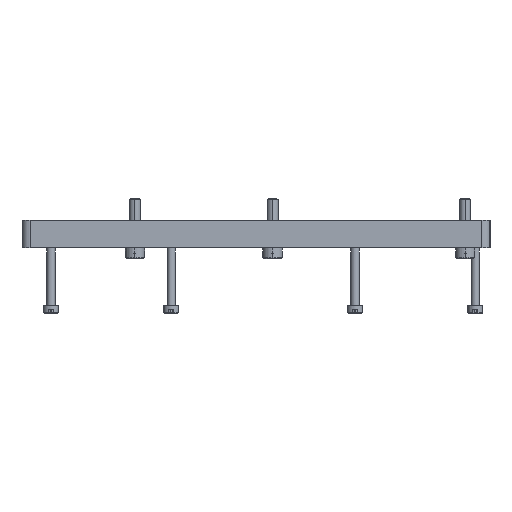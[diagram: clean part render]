
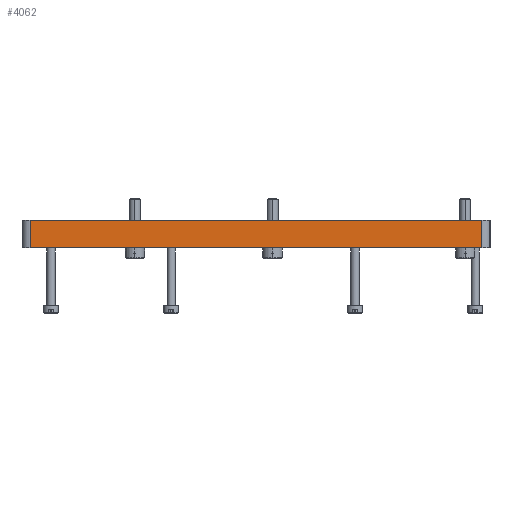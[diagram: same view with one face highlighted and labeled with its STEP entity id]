
A CAD part, left-side view. The second image highlights one B-rep face of the part: STEP entity #4062.
In plain terms, the highlighted planar face has unit normal (-1, 0, 0).
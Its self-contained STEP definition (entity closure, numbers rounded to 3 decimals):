
#6 = VERTEX_POINT ( 'NONE', #2235 ) ;
#13 = VECTOR ( 'NONE', #3944, 1000. ) ;
#76 = DIRECTION ( 'NONE',  ( 1., 0., 0. ) ) ;
#257 = ORIENTED_EDGE ( 'NONE', *, *, #1390, .F. ) ;
#437 = VERTEX_POINT ( 'NONE', #3717 ) ;
#598 = LINE ( 'NONE', #2629, #3107 ) ;
#620 = DIRECTION ( 'NONE',  ( 0., -1., 0. ) ) ;
#773 = CARTESIAN_POINT ( 'NONE',  ( -225.5, -134.3, 0. ) ) ;
#939 = CARTESIAN_POINT ( 'NONE',  ( -225.5, -134.3, 10. ) ) ;
#1098 = ORIENTED_EDGE ( 'NONE', *, *, #4200, .T. ) ;
#1150 = ORIENTED_EDGE ( 'NONE', *, *, #3891, .T. ) ;
#1390 = EDGE_CURVE ( 'NONE', #6, #2910, #598, .T. ) ;
#1436 = CARTESIAN_POINT ( 'NONE',  ( -225.5, -134.3, 10. ) ) ;
#1541 = CARTESIAN_POINT ( 'NONE',  ( -225.5, 29.7, 10. ) ) ;
#1597 = ORIENTED_EDGE ( 'NONE', *, *, #2739, .F. ) ;
#1849 = VECTOR ( 'NONE', #2115, 1000. ) ;
#1868 = LINE ( 'NONE', #1541, #1849 ) ;
#2115 = DIRECTION ( 'NONE',  ( 0., 0., -1. ) ) ;
#2235 = CARTESIAN_POINT ( 'NONE',  ( -225.5, 29.7, 10. ) ) ;
#2286 = VECTOR ( 'NONE', #2785, 1000. ) ;
#2629 = CARTESIAN_POINT ( 'NONE',  ( -225.5, -134.3, 10. ) ) ;
#2637 = CARTESIAN_POINT ( 'NONE',  ( -225.5, -134.3, 0. ) ) ;
#2701 = FACE_OUTER_BOUND ( 'NONE', #3840, .T. ) ;
#2739 = EDGE_CURVE ( 'NONE', #2910, #3086, #3146, .T. ) ;
#2785 = DIRECTION ( 'NONE',  ( 0., 0., -1. ) ) ;
#2910 = VERTEX_POINT ( 'NONE', #939 ) ;
#3020 = DIRECTION ( 'NONE',  ( 0., 1., 0. ) ) ;
#3086 = VERTEX_POINT ( 'NONE', #773 ) ;
#3107 = VECTOR ( 'NONE', #620, 1000. ) ;
#3146 = LINE ( 'NONE', #1436, #2286 ) ;
#3377 = CARTESIAN_POINT ( 'NONE',  ( -225.5, -134.3, 10. ) ) ;
#3414 = PLANE ( 'NONE',  #3756 ) ;
#3717 = CARTESIAN_POINT ( 'NONE',  ( -225.5, 29.7, 0. ) ) ;
#3756 = AXIS2_PLACEMENT_3D ( 'NONE', #3377, #76, #3020 ) ;
#3840 = EDGE_LOOP ( 'NONE', ( #1150, #1597, #257, #1098 ) ) ;
#3891 = EDGE_CURVE ( 'NONE', #437, #3086, #4273, .T. ) ;
#3944 = DIRECTION ( 'NONE',  ( 0., -1., 0. ) ) ;
#4062 = ADVANCED_FACE ( 'NONE', ( #2701 ), #3414, .F. ) ;
#4200 = EDGE_CURVE ( 'NONE', #6, #437, #1868, .T. ) ;
#4273 = LINE ( 'NONE', #2637, #13 ) ;
